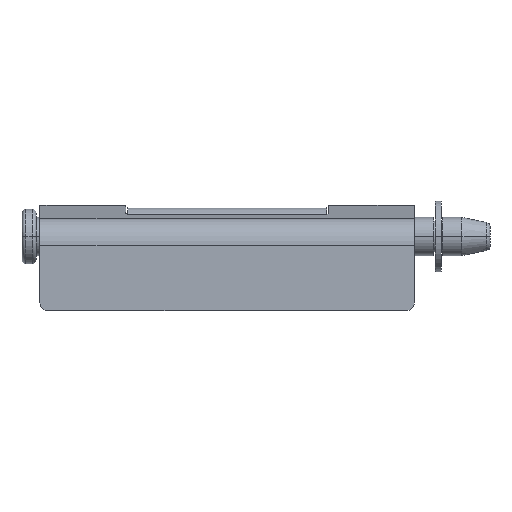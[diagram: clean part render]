
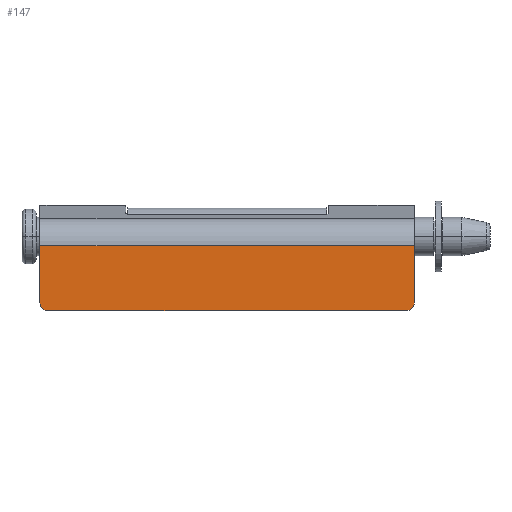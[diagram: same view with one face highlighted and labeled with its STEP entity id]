
A CAD part, left-side view. The second image highlights one B-rep face of the part: STEP entity #147.
In plain terms, the highlighted planar face has unit normal (-1, 0, 0).
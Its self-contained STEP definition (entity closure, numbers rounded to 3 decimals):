
#21=B_SPLINE_CURVE_WITH_KNOTS('',1,(#2363,#2364),.UNSPECIFIED.,.F.,.F.,
(2,2),(1.,47.),.UNSPECIFIED.);
#23=B_SPLINE_CURVE_WITH_KNOTS('',1,(#2367,#2368),.UNSPECIFIED.,.F.,.F.,
(2,2),(96.498,103.83),.UNSPECIFIED.);
#24=B_SPLINE_CURVE_WITH_KNOTS('',1,(#2369,#2370),.UNSPECIFIED.,.F.,.F.,
(2,2),(0.,48.),.UNSPECIFIED.);
#25=B_SPLINE_CURVE_WITH_KNOTS('',1,(#2371,#2372),.UNSPECIFIED.,.F.,.F.,
(2,2),(96.498,103.83),.UNSPECIFIED.);
#147=ADVANCED_FACE('',(#234),#1354,.T.);
#234=FACE_OUTER_BOUND('',#326,.T.);
#326=EDGE_LOOP('',(#528,#529,#530,#531,#532,#533));
#528=ORIENTED_EDGE('',*,*,#873,.F.);
#529=ORIENTED_EDGE('',*,*,#905,.T.);
#530=ORIENTED_EDGE('',*,*,#869,.F.);
#531=ORIENTED_EDGE('',*,*,#903,.T.);
#532=ORIENTED_EDGE('',*,*,#871,.T.);
#533=ORIENTED_EDGE('',*,*,#872,.F.);
#869=EDGE_CURVE('',#1268,#1267,#21,.T.);
#871=EDGE_CURVE('',#1269,#1275,#23,.T.);
#872=EDGE_CURVE('',#1276,#1275,#24,.T.);
#873=EDGE_CURVE('',#1270,#1276,#25,.T.);
#903=EDGE_CURVE('',#1268,#1269,#1090,.T.);
#905=EDGE_CURVE('',#1270,#1267,#1092,.T.);
#1090=TRIMMED_CURVE($,#1172,(#2509),(#2510),.T.,.CARTESIAN.);
#1092=TRIMMED_CURVE($,#1174,(#2515),(#2516),.T.,.CARTESIAN.);
#1172=CIRCLE('',#1600,1.);
#1174=CIRCLE('',#1602,1.);
#1267=VERTEX_POINT('',#2313);
#1268=VERTEX_POINT('',#2314);
#1269=VERTEX_POINT('',#2315);
#1270=VERTEX_POINT('',#2316);
#1275=VERTEX_POINT('',#2321);
#1276=VERTEX_POINT('',#2322);
#1354=PLANE('',#1578);
#1578=AXIS2_PLACEMENT_3D('',#2272,#1781,$);
#1600=AXIS2_PLACEMENT_3D($,#2508,#1812,#1813);
#1602=AXIS2_PLACEMENT_3D($,#2514,#1816,#1817);
#1781=DIRECTION('',(-1.,0.,0.));
#1812=DIRECTION('',(-1.,0.,0.));
#1813=DIRECTION('',(0.,0.,-1.));
#1816=DIRECTION('',(-1.,0.,0.));
#1817=DIRECTION('',(0.,1.,0.));
#2272=CARTESIAN_POINT('',(-6.885,-24.,-2.205));
#2313=CARTESIAN_POINT('',(-6.885,23.,-2.205));
#2314=CARTESIAN_POINT('',(-6.885,-23.,-2.205));
#2315=CARTESIAN_POINT('',(-6.885,-24.,-1.205));
#2316=CARTESIAN_POINT('',(-6.885,24.,-1.205));
#2321=CARTESIAN_POINT('',(-6.885,-24.,6.127));
#2322=CARTESIAN_POINT('',(-6.885,24.,6.127));
#2363=CARTESIAN_POINT('',(-6.885,-23.,-2.205));
#2364=CARTESIAN_POINT('',(-6.885,23.,-2.205));
#2367=CARTESIAN_POINT('',(-6.885,-24.,-1.205));
#2368=CARTESIAN_POINT('',(-6.885,-24.,6.127));
#2369=CARTESIAN_POINT('',(-6.885,24.,6.127));
#2370=CARTESIAN_POINT('',(-6.885,-24.,6.127));
#2371=CARTESIAN_POINT('',(-6.885,24.,-1.205));
#2372=CARTESIAN_POINT('',(-6.885,24.,6.127));
#2508=CARTESIAN_POINT('',(-6.885,-23.,-1.205));
#2509=CARTESIAN_POINT('',(-6.885,-23.,-2.205));
#2510=CARTESIAN_POINT('',(-6.885,-24.,-1.205));
#2514=CARTESIAN_POINT('',(-6.885,23.,-1.205));
#2515=CARTESIAN_POINT('',(-6.885,24.,-1.205));
#2516=CARTESIAN_POINT('',(-6.885,23.,-2.205));
